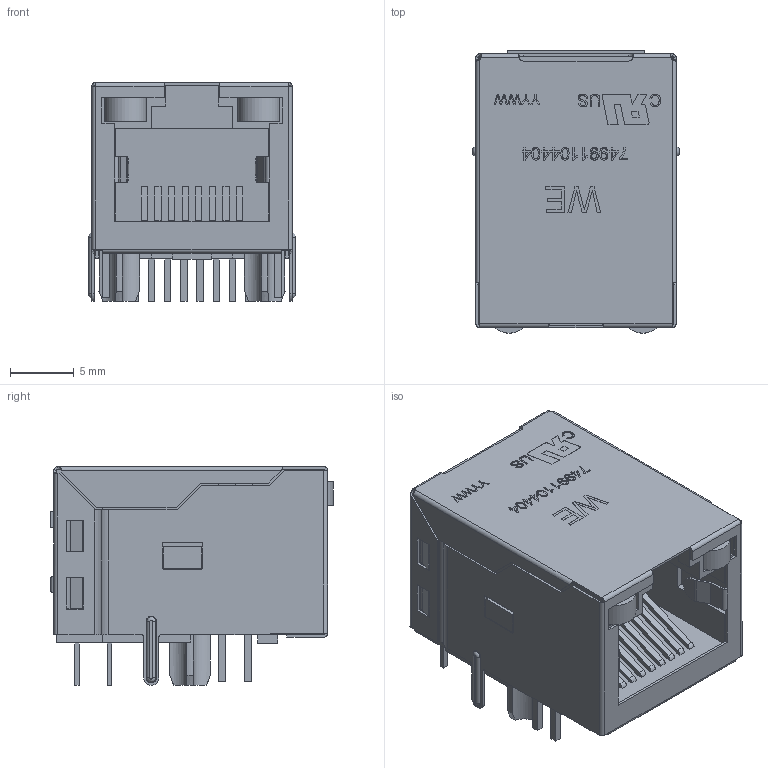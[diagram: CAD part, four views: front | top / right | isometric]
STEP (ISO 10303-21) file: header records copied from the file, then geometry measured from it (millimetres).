
FILE_DESCRIPTION(/* description */ ('Unknown'),/* implementation_level */ '2;1');
FILE_NAME(/* name */ '74990104404',/* time_stamp */ '2021-02-09T11:36:00+01:00',/* author */ ('Unknown'),/* organization */ ('Unknown'),/* preprocessor_version */ 'ST-DEVELOPER v16.7',/* originating_system */ 'DEX',/* authorisation */ $);
FILE_SCHEMA (('AUTOMOTIVE_DESIGN {1 0 10303 214 3 1 1}'));
Length unit declared in the file: millimetre
Products named in the file (5): 74990104400; shielding; Housing; Leds; Leds_mir1
Assembly tree (4 placements, depth 2):
  74990104400
    shielding
    Housing
    Leds
    Leds_mir1
Bounding box: 16.25 x 22.2 x 17.2 mm (x, y, z)
Volume: 3052.4 mm3; surface area: 5810.9 mm2
Topology: 4 solids, 4 shells, 899 faces, 2333 edges, 1514 vertices
Faces by surface type: plane 673, cylinder 132, bspline 70, torus 16, cone 8
Entity records: 35642 total; most frequent: CARTESIAN_POINT 7953, ORIENTED_EDGE 4654, DIRECTION 3877, EDGE_CURVE 2327, LINE 1657, VECTOR 1657, VERTEX_POINT 1514, AXIS2_PLACEMENT_3D 1110
